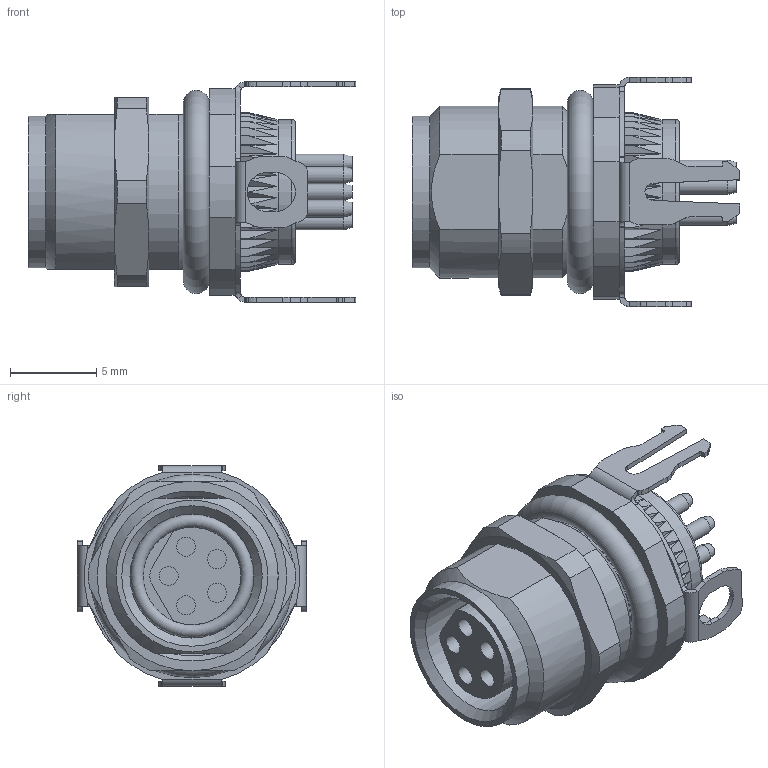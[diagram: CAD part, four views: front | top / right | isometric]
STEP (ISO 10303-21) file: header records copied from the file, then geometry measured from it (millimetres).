
FILE_DESCRIPTION(/* description */ (''),/* implementation_level */ '2;1');
FILE_NAME(/* name */ '5021502__Flanschkupplung_assy_152078.stp',/* time_stamp */ '2019-01-15T10:39:09+01:00',/* author */ ('ESCHA Bauelemente GmbH'),/* organization */ ('ESCHA Bauelemente GmbH'),/* preprocessor_version */ 'ST-DEVELOPER v16',/* originating_system */ 'SIEMENS PLM Software NX 10.0',/* authorisation */ '');
FILE_SCHEMA (('AUTOMOTIVE_DESIGN { 1 0 10303 214 3 1 1 1 }'));
Length unit declared in the file: millimetre
Products named in the file (1): h.os2BB4D022czzb
Bounding box: 19 x 13.3 x 12.8 mm (x, y, z)
Volume: 1182.7 mm3; surface area: 1439.9 mm2
Topology: 3 solids, 3 shells, 413 faces, 1161 edges, 762 vertices
Faces by surface type: plane 237, cylinder 138, cone 25, bspline 8, torus 5
Full cylindrical faces by diameter (mm): 1 x5, 1.1 x5, 5.65 x1, 7.2 x1, 8.4 x1, 8.8 x2
Entity records: 13339 total; most frequent: CARTESIAN_POINT 2862, ORIENTED_EDGE 2232, DIRECTION 2090, EDGE_CURVE 1116, VERTEX_POINT 748, AXIS2_PLACEMENT_3D 716, LINE 658, VECTOR 658
